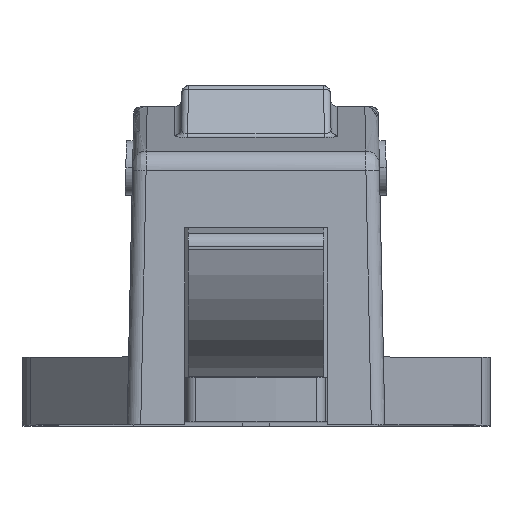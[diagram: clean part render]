
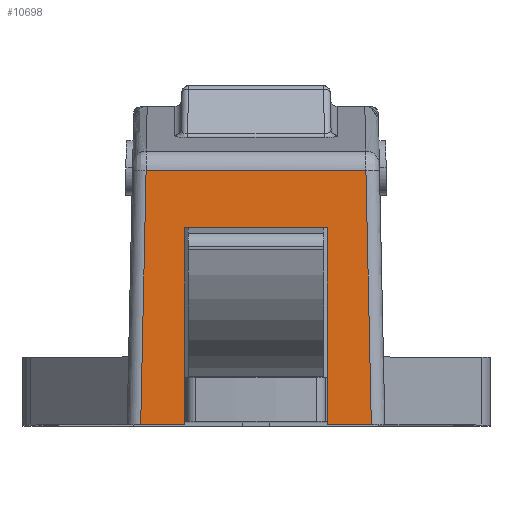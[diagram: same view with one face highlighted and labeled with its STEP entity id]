
A CAD part, top view. The second image highlights one B-rep face of the part: STEP entity #10698.
In plain terms, the highlighted planar face has unit normal (0, 0.026, 1).
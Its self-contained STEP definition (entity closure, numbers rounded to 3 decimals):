
#3114 = CARTESIAN_POINT ( 'NONE',  ( -17.001, -38., 95. ) ) ;
#3115 = DIRECTION ( 'NONE',  ( 1., 0., 0. ) ) ;
#3116 = VECTOR ( 'NONE', #3115, 1000. ) ;
#3117 = CARTESIAN_POINT ( 'NONE',  ( -19., -38., 95. ) ) ;
#3118 = LINE ( 'NONE', #3117, #3116 ) ;
#3119 = CARTESIAN_POINT ( 'NONE',  ( -10.5, -38., 95. ) ) ;
#3209 = DIRECTION ( 'NONE',  ( 1., 0., 0. ) ) ;
#3210 = VECTOR ( 'NONE', #3209, 1000. ) ;
#3211 = CARTESIAN_POINT ( 'NONE',  ( -19., -38., 95. ) ) ;
#3213 = CARTESIAN_POINT ( 'NONE',  ( 17.001, -38., 95. ) ) ;
#3214 = LINE ( 'NONE', #3211, #3210 ) ;
#3322 = CARTESIAN_POINT ( 'NONE',  ( 10.5, -38., 95. ) ) ;
#4029 = CARTESIAN_POINT ( 'NONE',  ( 16.204, -0.572, 94.02 ) ) ;
#4030 = CARTESIAN_POINT ( 'NONE',  ( 16.47, -13.048, 94.347 ) ) ;
#4031 = CARTESIAN_POINT ( 'NONE',  ( 16.735, -25.524, 94.673 ) ) ;
#4032 = CARTESIAN_POINT ( 'NONE',  ( 17.001, -38., 95. ) ) ;
#4033 = CARTESIAN_POINT ( 'NONE',  ( 16.204, -0.572, 94.02 ) ) ;
#4034 = B_SPLINE_CURVE_WITH_KNOTS ( 'NONE', 3,
 ( #4032, #4031, #4030, #4029 ),
 .UNSPECIFIED., .F., .F.,
 ( 4, 4 ),
 ( 0.667, 1. ),
 .UNSPECIFIED. ) ;
#4035 = CARTESIAN_POINT ( 'NONE',  ( -16.204, -0.572, 94.02 ) ) ;
#4036 = DIRECTION ( 'NONE',  ( 0., 1., -0.026 ) ) ;
#4037 = VECTOR ( 'NONE', #4036, 1000. ) ;
#4038 = CARTESIAN_POINT ( 'NONE',  ( 10.5, -38., 95. ) ) ;
#4039 = LINE ( 'NONE', #4038, #4037 ) ;
#4040 = CARTESIAN_POINT ( 'NONE',  ( 10.5, -9., 94.241 ) ) ;
#4041 = FACE_OUTER_BOUND ( 'NONE', #10757, .T. ) ;
#4089 = DIRECTION ( 'NONE',  ( 0., -1., 0.026 ) ) ;
#4090 = DIRECTION ( 'NONE',  ( 0., 0.026, 1. ) ) ;
#4091 = CARTESIAN_POINT ( 'NONE',  ( -34.5, -38., 95. ) ) ;
#4092 = AXIS2_PLACEMENT_3D ( 'NONE', #4091, #4090, #4089 ) ;
#4093 = PLANE ( 'NONE',  #4092 ) ;
#4123 = DIRECTION ( 'NONE',  ( 1., 0., 0. ) ) ;
#4124 = VECTOR ( 'NONE', #4123, 1000. ) ;
#4125 = CARTESIAN_POINT ( 'NONE',  ( -34.5, -0.572, 94.02 ) ) ;
#4126 = LINE ( 'NONE', #4125, #4124 ) ;
#4164 = CARTESIAN_POINT ( 'NONE',  ( -17.001, -38., 95. ) ) ;
#4165 = CARTESIAN_POINT ( 'NONE',  ( -16.735, -25.524, 94.673 ) ) ;
#4166 = CARTESIAN_POINT ( 'NONE',  ( -16.47, -13.048, 94.347 ) ) ;
#4167 = CARTESIAN_POINT ( 'NONE',  ( -16.204, -0.572, 94.02 ) ) ;
#4168 = B_SPLINE_CURVE_WITH_KNOTS ( 'NONE', 3,
 ( #4167, #4166, #4165, #4164 ),
 .UNSPECIFIED., .F., .F.,
 ( 4, 4 ),
 ( 0., 0.333 ),
 .UNSPECIFIED. ) ;
#4184 = DIRECTION ( 'NONE',  ( -1., 0., 0. ) ) ;
#4185 = VECTOR ( 'NONE', #4184, 1000. ) ;
#4186 = CARTESIAN_POINT ( 'NONE',  ( -34.5, -9., 94.241 ) ) ;
#4187 = LINE ( 'NONE', #4186, #4185 ) ;
#4188 = CARTESIAN_POINT ( 'NONE',  ( -10.5, -9., 94.241 ) ) ;
#4199 = DIRECTION ( 'NONE',  ( 0., -1., 0.026 ) ) ;
#4200 = VECTOR ( 'NONE', #4199, 1000. ) ;
#4201 = CARTESIAN_POINT ( 'NONE',  ( -10.5, -38., 95. ) ) ;
#4202 = LINE ( 'NONE', #4201, #4200 ) ;
#10165 = VERTEX_POINT ( 'NONE', #3119 ) ;
#10167 = EDGE_CURVE ( 'NONE', #10168, #10165, #3118, .T. ) ;
#10168 = VERTEX_POINT ( 'NONE', #3114 ) ;
#10217 = VERTEX_POINT ( 'NONE', #3213 ) ;
#10219 = EDGE_CURVE ( 'NONE', #10284, #10217, #3214, .T. ) ;
#10284 = VERTEX_POINT ( 'NONE', #3322 ) ;
#10678 = VERTEX_POINT ( 'NONE', #4040 ) ;
#10679 = ORIENTED_EDGE ( 'NONE', *, *, #10680, .F. ) ;
#10680 = EDGE_CURVE ( 'NONE', #10284, #10678, #4039, .T. ) ;
#10681 = ORIENTED_EDGE ( 'NONE', *, *, #10219, .T. ) ;
#10682 = ORIENTED_EDGE ( 'NONE', *, *, #10683, .T. ) ;
#10683 = EDGE_CURVE ( 'NONE', #10217, #10684, #4034, .T. ) ;
#10684 = VERTEX_POINT ( 'NONE', #4033 ) ;
#10685 = VERTEX_POINT ( 'NONE', #4035 ) ;
#10698 = ADVANCED_FACE ( 'NONE', ( #4041 ), #4093, .T. ) ;
#10743 = ORIENTED_EDGE ( 'NONE', *, *, #10744, .F. ) ;
#10744 = EDGE_CURVE ( 'NONE', #10685, #10684, #4126, .T. ) ;
#10745 = ORIENTED_EDGE ( 'NONE', *, *, #10746, .T. ) ;
#10746 = EDGE_CURVE ( 'NONE', #10685, #10168, #4168, .T. ) ;
#10747 = ORIENTED_EDGE ( 'NONE', *, *, #10167, .T. ) ;
#10757 = EDGE_LOOP ( 'NONE', ( #10758, #10761, #10679, #10681, #10682, #10743, #10745, #10747 ) ) ;
#10758 = ORIENTED_EDGE ( 'NONE', *, *, #10759, .F. ) ;
#10759 = EDGE_CURVE ( 'NONE', #10760, #10165, #4202, .T. ) ;
#10760 = VERTEX_POINT ( 'NONE', #4188 ) ;
#10761 = ORIENTED_EDGE ( 'NONE', *, *, #10762, .F. ) ;
#10762 = EDGE_CURVE ( 'NONE', #10678, #10760, #4187, .T. ) ;
